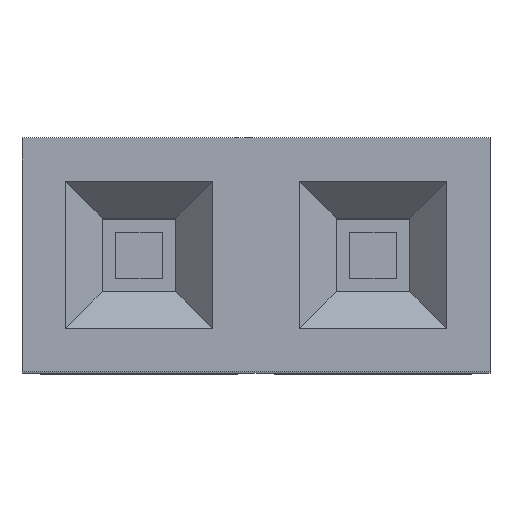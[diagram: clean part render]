
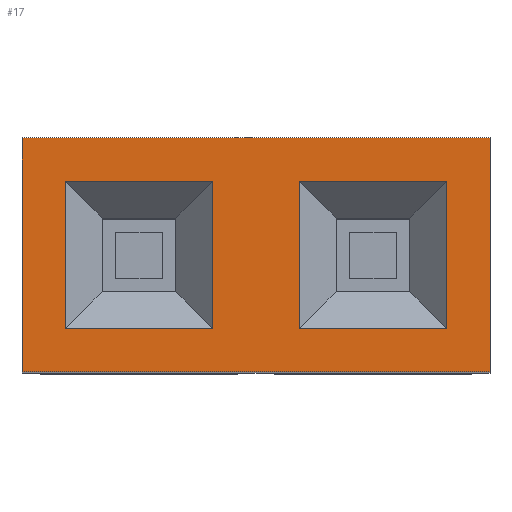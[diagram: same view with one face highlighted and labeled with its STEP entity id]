
A CAD part, top view. The second image highlights one B-rep face of the part: STEP entity #17.
In plain terms, the highlighted planar face has unit normal (0, 0, 1).
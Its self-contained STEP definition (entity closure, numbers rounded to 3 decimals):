
#17 = ADVANCED_FACE('',(#18,#52,#86),#120,.T.);
#18 = FACE_BOUND('',#19,.T.);
#19 = EDGE_LOOP('',(#20,#30,#38,#46));
#20 = ORIENTED_EDGE('',*,*,#21,.F.);
#21 = EDGE_CURVE('',#22,#24,#26,.T.);
#22 = VERTEX_POINT('',#23);
#23 = CARTESIAN_POINT('',(-1.27,-1.27,13.58));
#24 = VERTEX_POINT('',#25);
#25 = CARTESIAN_POINT('',(-1.27,1.27,13.58));
#26 = LINE('',#27,#28);
#27 = CARTESIAN_POINT('',(-1.27,-1.27,13.58));
#28 = VECTOR('',#29,1.);
#29 = DIRECTION('',(0.,1.,0.));
#30 = ORIENTED_EDGE('',*,*,#31,.T.);
#31 = EDGE_CURVE('',#22,#32,#34,.T.);
#32 = VERTEX_POINT('',#33);
#33 = CARTESIAN_POINT('',(3.81,-1.27,13.58));
#34 = LINE('',#35,#36);
#35 = CARTESIAN_POINT('',(-1.27,-1.27,13.58));
#36 = VECTOR('',#37,1.);
#37 = DIRECTION('',(1.,0.,0.));
#38 = ORIENTED_EDGE('',*,*,#39,.T.);
#39 = EDGE_CURVE('',#32,#40,#42,.T.);
#40 = VERTEX_POINT('',#41);
#41 = CARTESIAN_POINT('',(3.81,1.27,13.58));
#42 = LINE('',#43,#44);
#43 = CARTESIAN_POINT('',(3.81,-1.27,13.58));
#44 = VECTOR('',#45,1.);
#45 = DIRECTION('',(0.,1.,0.));
#46 = ORIENTED_EDGE('',*,*,#47,.F.);
#47 = EDGE_CURVE('',#24,#40,#48,.T.);
#48 = LINE('',#49,#50);
#49 = CARTESIAN_POINT('',(-1.27,1.27,13.58));
#50 = VECTOR('',#51,1.);
#51 = DIRECTION('',(1.,0.,0.));
#52 = FACE_BOUND('',#53,.T.);
#53 = EDGE_LOOP('',(#54,#64,#72,#80));
#54 = ORIENTED_EDGE('',*,*,#55,.T.);
#55 = EDGE_CURVE('',#56,#58,#60,.T.);
#56 = VERTEX_POINT('',#57);
#57 = CARTESIAN_POINT('',(-0.8,0.8,13.58));
#58 = VERTEX_POINT('',#59);
#59 = CARTESIAN_POINT('',(0.8,0.8,13.58));
#60 = LINE('',#61,#62);
#61 = CARTESIAN_POINT('',(-0.8,0.8,13.58));
#62 = VECTOR('',#63,1.);
#63 = DIRECTION('',(1.,0.,0.));
#64 = ORIENTED_EDGE('',*,*,#65,.F.);
#65 = EDGE_CURVE('',#66,#58,#68,.T.);
#66 = VERTEX_POINT('',#67);
#67 = CARTESIAN_POINT('',(0.8,-0.8,13.58));
#68 = LINE('',#69,#70);
#69 = CARTESIAN_POINT('',(0.8,-0.8,13.58));
#70 = VECTOR('',#71,1.);
#71 = DIRECTION('',(0.,1.,0.));
#72 = ORIENTED_EDGE('',*,*,#73,.F.);
#73 = EDGE_CURVE('',#74,#66,#76,.T.);
#74 = VERTEX_POINT('',#75);
#75 = CARTESIAN_POINT('',(-0.8,-0.8,13.58));
#76 = LINE('',#77,#78);
#77 = CARTESIAN_POINT('',(-0.8,-0.8,13.58));
#78 = VECTOR('',#79,1.);
#79 = DIRECTION('',(1.,0.,0.));
#80 = ORIENTED_EDGE('',*,*,#81,.T.);
#81 = EDGE_CURVE('',#74,#56,#82,.T.);
#82 = LINE('',#83,#84);
#83 = CARTESIAN_POINT('',(-0.8,-0.8,13.58));
#84 = VECTOR('',#85,1.);
#85 = DIRECTION('',(0.,1.,0.));
#86 = FACE_BOUND('',#87,.T.);
#87 = EDGE_LOOP('',(#88,#98,#106,#114));
#88 = ORIENTED_EDGE('',*,*,#89,.T.);
#89 = EDGE_CURVE('',#90,#92,#94,.T.);
#90 = VERTEX_POINT('',#91);
#91 = CARTESIAN_POINT('',(1.74,-0.8,13.58));
#92 = VERTEX_POINT('',#93);
#93 = CARTESIAN_POINT('',(1.74,0.8,13.58));
#94 = LINE('',#95,#96);
#95 = CARTESIAN_POINT('',(1.74,-0.8,13.58));
#96 = VECTOR('',#97,1.);
#97 = DIRECTION('',(0.,1.,0.));
#98 = ORIENTED_EDGE('',*,*,#99,.T.);
#99 = EDGE_CURVE('',#92,#100,#102,.T.);
#100 = VERTEX_POINT('',#101);
#101 = CARTESIAN_POINT('',(3.34,0.8,13.58));
#102 = LINE('',#103,#104);
#103 = CARTESIAN_POINT('',(1.74,0.8,13.58));
#104 = VECTOR('',#105,1.);
#105 = DIRECTION('',(1.,0.,0.));
#106 = ORIENTED_EDGE('',*,*,#107,.F.);
#107 = EDGE_CURVE('',#108,#100,#110,.T.);
#108 = VERTEX_POINT('',#109);
#109 = CARTESIAN_POINT('',(3.34,-0.8,13.58));
#110 = LINE('',#111,#112);
#111 = CARTESIAN_POINT('',(3.34,-0.8,13.58));
#112 = VECTOR('',#113,1.);
#113 = DIRECTION('',(0.,1.,0.));
#114 = ORIENTED_EDGE('',*,*,#115,.F.);
#115 = EDGE_CURVE('',#90,#108,#116,.T.);
#116 = LINE('',#117,#118);
#117 = CARTESIAN_POINT('',(1.74,-0.8,13.58));
#118 = VECTOR('',#119,1.);
#119 = DIRECTION('',(1.,0.,0.));
#120 = PLANE('',#121);
#121 = AXIS2_PLACEMENT_3D('',#122,#123,#124);
#122 = CARTESIAN_POINT('',(-1.27,-1.27,13.58));
#123 = DIRECTION('',(0.,0.,1.));
#124 = DIRECTION('',(1.,0.,0.));
